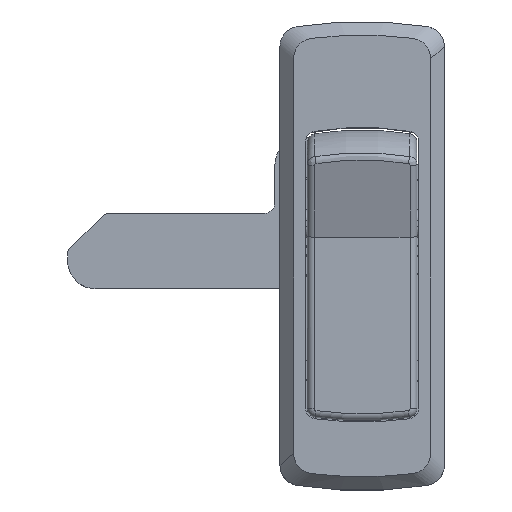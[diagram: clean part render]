
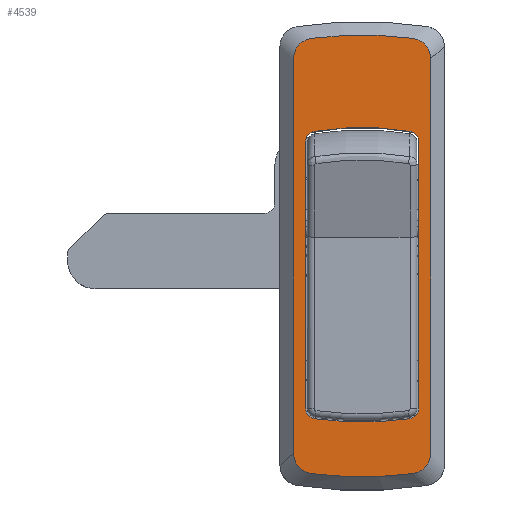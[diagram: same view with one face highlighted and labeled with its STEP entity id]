
A CAD part, top view. The second image highlights one B-rep face of the part: STEP entity #4539.
In plain terms, the highlighted planar face has unit normal (0, 0, 1).
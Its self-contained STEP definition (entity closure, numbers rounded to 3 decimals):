
#59 = CARTESIAN_POINT ( 'NONE',  ( 0., -26.5, 3. ) ) ;
#137 = CIRCLE ( 'NONE', #6029, 3. ) ;
#225 = VERTEX_POINT ( 'NONE', #7582 ) ;
#333 = CARTESIAN_POINT ( 'NONE',  ( 6.75, 15.967, 3. ) ) ;
#421 = CARTESIAN_POINT ( 'NONE',  ( -10., -29.553, 3. ) ) ;
#442 = VECTOR ( 'NONE', #9913, 1000. ) ;
#734 = DIRECTION ( 'NONE',  ( -1., 0., 0. ) ) ;
#740 = CARTESIAN_POINT ( 'NONE',  ( 7., -29.553, 3. ) ) ;
#971 = DIRECTION ( 'NONE',  ( 0., -1., 0. ) ) ;
#1016 = DIRECTION ( 'NONE',  ( 0., 0., 1. ) ) ;
#1105 = AXIS2_PLACEMENT_3D ( 'NONE', #10101, #6242, #3366 ) ;
#1210 = VERTEX_POINT ( 'NONE', #10742 ) ;
#1371 = CARTESIAN_POINT ( 'NONE',  ( -6.75, 15.967, 3. ) ) ;
#1385 = DIRECTION ( 'NONE',  ( 0., 0., 1. ) ) ;
#1386 = VERTEX_POINT ( 'NONE', #1456 ) ;
#1415 = EDGE_CURVE ( 'NONE', #1210, #2922, #7324, .T. ) ;
#1456 = CARTESIAN_POINT ( 'NONE',  ( 10., 28.053, 3. ) ) ;
#1519 = EDGE_CURVE ( 'NONE', #1386, #225, #4927, .T. ) ;
#1612 = CARTESIAN_POINT ( 'NONE',  ( -10., 28.053, 3. ) ) ;
#1738 = EDGE_CURVE ( 'NONE', #7707, #4462, #8626, .T. ) ;
#1748 = ORIENTED_EDGE ( 'NONE', *, *, #1415, .F. ) ;
#1824 = DIRECTION ( 'NONE',  ( 0., 0., 1. ) ) ;
#1906 = DIRECTION ( 'NONE',  ( 1., 0., 0. ) ) ;
#1917 = CIRCLE ( 'NONE', #3751, 1.5 ) ;
#2039 = DIRECTION ( 'NONE',  ( 1., 0., 0. ) ) ;
#2049 = EDGE_CURVE ( 'NONE', #5872, #7032, #1917, .T. ) ;
#2094 = DIRECTION ( 'NONE',  ( 0., 0., 1. ) ) ;
#2109 = VERTEX_POINT ( 'NONE', #421 ) ;
#2217 = AXIS2_PLACEMENT_3D ( 'NONE', #2255, #5002, #11704 ) ;
#2255 = CARTESIAN_POINT ( 'NONE',  ( 0., 25., 3. ) ) ;
#2401 = VERTEX_POINT ( 'NONE', #4857 ) ;
#2608 = CARTESIAN_POINT ( 'NONE',  ( 7., 28.053, 3. ) ) ;
#2616 = EDGE_CURVE ( 'NONE', #4594, #2109, #8467, .T. ) ;
#2698 = DIRECTION ( 'NONE',  ( 0., 0., -1. ) ) ;
#2771 = DIRECTION ( 'NONE',  ( 0., 0., 1. ) ) ;
#2815 = CARTESIAN_POINT ( 'NONE',  ( -6.985, 17.448, 3. ) ) ;
#2842 = CARTESIAN_POINT ( 'NONE',  ( 8.25, -23.028, 3. ) ) ;
#2887 = ORIENTED_EDGE ( 'NONE', *, *, #9535, .F. ) ;
#2920 = CARTESIAN_POINT ( 'NONE',  ( 10., -29.553, 3. ) ) ;
#2922 = VERTEX_POINT ( 'NONE', #11423 ) ;
#2932 = AXIS2_PLACEMENT_3D ( 'NONE', #740, #2698, #10277 ) ;
#3037 = CIRCLE ( 'NONE', #8855, 58. ) ;
#3241 = VECTOR ( 'NONE', #7565, 1000. ) ;
#3246 = EDGE_CURVE ( 'NONE', #12172, #2401, #11025, .T. ) ;
#3259 = DIRECTION ( 'NONE',  ( 1., 0., 0. ) ) ;
#3366 = DIRECTION ( 'NONE',  ( -1., 0., 0. ) ) ;
#3499 = CARTESIAN_POINT ( 'NONE',  ( -6.959, -24.513, 3. ) ) ;
#3686 = CIRCLE ( 'NONE', #7245, 44.5 ) ;
#3751 = AXIS2_PLACEMENT_3D ( 'NONE', #333, #1385, #8939 ) ;
#3866 = EDGE_CURVE ( 'NONE', #7648, #1210, #10097, .T. ) ;
#4267 = DIRECTION ( 'NONE',  ( -1., 0., 0. ) ) ;
#4276 = CIRCLE ( 'NONE', #10369, 58. ) ;
#4462 = VERTEX_POINT ( 'NONE', #6176 ) ;
#4539 = ADVANCED_FACE ( 'NONE', ( #5353, #7264 ), #11129, .F. ) ;
#4579 = LINE ( 'NONE', #7468, #10869 ) ;
#4594 = VERTEX_POINT ( 'NONE', #1612 ) ;
#4674 = CARTESIAN_POINT ( 'NONE',  ( -7.382, -32.528, 3. ) ) ;
#4732 = EDGE_CURVE ( 'NONE', #4462, #7559, #4579, .T. ) ;
#4819 = EDGE_CURVE ( 'NONE', #7559, #7648, #12230, .T. ) ;
#4849 = CARTESIAN_POINT ( 'NONE',  ( -6.75, -23.028, 3. ) ) ;
#4857 = CARTESIAN_POINT ( 'NONE',  ( 10., -29.553, 3. ) ) ;
#4872 = DIRECTION ( 'NONE',  ( 0., 0., 1. ) ) ;
#4903 = EDGE_CURVE ( 'NONE', #7032, #7707, #3686, .T. ) ;
#4905 = ORIENTED_EDGE ( 'NONE', *, *, #5313, .T. ) ;
#4927 = CIRCLE ( 'NONE', #8140, 3. ) ;
#5002 = DIRECTION ( 'NONE',  ( 0., 0., 1. ) ) ;
#5035 = AXIS2_PLACEMENT_3D ( 'NONE', #7484, #1824, #7520 ) ;
#5178 = ORIENTED_EDGE ( 'NONE', *, *, #2616, .T. ) ;
#5284 = ORIENTED_EDGE ( 'NONE', *, *, #4732, .F. ) ;
#5313 = EDGE_CURVE ( 'NONE', #2401, #1386, #9943, .T. ) ;
#5353 = FACE_BOUND ( 'NONE', #5962, .T. ) ;
#5363 = ORIENTED_EDGE ( 'NONE', *, *, #4903, .F. ) ;
#5428 = ORIENTED_EDGE ( 'NONE', *, *, #11185, .T. ) ;
#5622 = EDGE_CURVE ( 'NONE', #225, #6337, #4276, .T. ) ;
#5872 = VERTEX_POINT ( 'NONE', #9387 ) ;
#5962 = EDGE_LOOP ( 'NONE', ( #5363, #10327, #2887, #1748, #11850, #6978, #5284, #8732 ) ) ;
#6004 = VECTOR ( 'NONE', #6659, 1000. ) ;
#6029 = AXIS2_PLACEMENT_3D ( 'NONE', #10765, #7741, #2039 ) ;
#6176 = CARTESIAN_POINT ( 'NONE',  ( -8.25, 15.967, 3. ) ) ;
#6242 = DIRECTION ( 'NONE',  ( 0., 0., 1. ) ) ;
#6337 = VERTEX_POINT ( 'NONE', #7188 ) ;
#6372 = CARTESIAN_POINT ( 'NONE',  ( -8.25, -23.028, 3. ) ) ;
#6470 = CARTESIAN_POINT ( 'NONE',  ( 7.382, -32.528, 3. ) ) ;
#6554 = CARTESIAN_POINT ( 'NONE',  ( 0., 25., 3. ) ) ;
#6659 = DIRECTION ( 'NONE',  ( 0., 1., 0. ) ) ;
#6754 = CIRCLE ( 'NONE', #5035, 3. ) ;
#6871 = DIRECTION ( 'NONE',  ( 1., 0., 0. ) ) ;
#6978 = ORIENTED_EDGE ( 'NONE', *, *, #4819, .F. ) ;
#7004 = DIRECTION ( 'NONE',  ( 0., 0., 1. ) ) ;
#7032 = VERTEX_POINT ( 'NONE', #9038 ) ;
#7055 = EDGE_CURVE ( 'NONE', #2109, #9365, #6754, .T. ) ;
#7188 = CARTESIAN_POINT ( 'NONE',  ( -7.382, 31.028, 3. ) ) ;
#7245 = AXIS2_PLACEMENT_3D ( 'NONE', #59, #1016, #9577 ) ;
#7264 = FACE_OUTER_BOUND ( 'NONE', #10171, .T. ) ;
#7324 = CIRCLE ( 'NONE', #1105, 1.5 ) ;
#7403 = AXIS2_PLACEMENT_3D ( 'NONE', #4849, #2094, #6871 ) ;
#7460 = DIRECTION ( 'NONE',  ( 1., 0., 0. ) ) ;
#7468 = CARTESIAN_POINT ( 'NONE',  ( -8.25, 15.967, 3. ) ) ;
#7484 = CARTESIAN_POINT ( 'NONE',  ( -7., -29.553, 3. ) ) ;
#7520 = DIRECTION ( 'NONE',  ( 1., 0., 0. ) ) ;
#7559 = VERTEX_POINT ( 'NONE', #6372 ) ;
#7565 = DIRECTION ( 'NONE',  ( 0., 1., 0. ) ) ;
#7582 = CARTESIAN_POINT ( 'NONE',  ( 7.382, 31.028, 3. ) ) ;
#7635 = ORIENTED_EDGE ( 'NONE', *, *, #3246, .T. ) ;
#7648 = VERTEX_POINT ( 'NONE', #3499 ) ;
#7707 = VERTEX_POINT ( 'NONE', #2815 ) ;
#7741 = DIRECTION ( 'NONE',  ( 0., 0., 1. ) ) ;
#7809 = ORIENTED_EDGE ( 'NONE', *, *, #5622, .T. ) ;
#8128 = DIRECTION ( 'NONE',  ( 0., 0., 1. ) ) ;
#8140 = AXIS2_PLACEMENT_3D ( 'NONE', #2608, #10229, #734 ) ;
#8239 = EDGE_CURVE ( 'NONE', #9365, #12172, #3037, .T. ) ;
#8438 = ORIENTED_EDGE ( 'NONE', *, *, #8239, .T. ) ;
#8467 = LINE ( 'NONE', #8937, #442 ) ;
#8626 = CIRCLE ( 'NONE', #9981, 1.5 ) ;
#8732 = ORIENTED_EDGE ( 'NONE', *, *, #1738, .F. ) ;
#8855 = AXIS2_PLACEMENT_3D ( 'NONE', #6554, #2771, #7460 ) ;
#8902 = CARTESIAN_POINT ( 'NONE',  ( 0., -26.5, 3. ) ) ;
#8937 = CARTESIAN_POINT ( 'NONE',  ( -10., 28.053, 3. ) ) ;
#8939 = DIRECTION ( 'NONE',  ( 1., 0., 0. ) ) ;
#9038 = CARTESIAN_POINT ( 'NONE',  ( 6.985, 17.448, 3. ) ) ;
#9365 = VERTEX_POINT ( 'NONE', #4674 ) ;
#9387 = CARTESIAN_POINT ( 'NONE',  ( 8.25, 15.967, 3. ) ) ;
#9535 = EDGE_CURVE ( 'NONE', #2922, #5872, #9859, .T. ) ;
#9577 = DIRECTION ( 'NONE',  ( 1., 0., 0. ) ) ;
#9859 = LINE ( 'NONE', #2842, #6004 ) ;
#9913 = DIRECTION ( 'NONE',  ( 0., -1., 0. ) ) ;
#9943 = LINE ( 'NONE', #2920, #3241 ) ;
#9975 = CARTESIAN_POINT ( 'NONE',  ( 7., -29.553, 3. ) ) ;
#9981 = AXIS2_PLACEMENT_3D ( 'NONE', #1371, #4872, #1906 ) ;
#10097 = CIRCLE ( 'NONE', #2217, 50. ) ;
#10101 = CARTESIAN_POINT ( 'NONE',  ( 6.75, -23.028, 3. ) ) ;
#10171 = EDGE_LOOP ( 'NONE', ( #7635, #4905, #10390, #7809, #5428, #5178, #12304, #8438 ) ) ;
#10229 = DIRECTION ( 'NONE',  ( 0., 0., 1. ) ) ;
#10277 = DIRECTION ( 'NONE',  ( -1., 0., 0. ) ) ;
#10327 = ORIENTED_EDGE ( 'NONE', *, *, #2049, .F. ) ;
#10369 = AXIS2_PLACEMENT_3D ( 'NONE', #8902, #8128, #3259 ) ;
#10390 = ORIENTED_EDGE ( 'NONE', *, *, #1519, .T. ) ;
#10742 = CARTESIAN_POINT ( 'NONE',  ( 6.959, -24.513, 3. ) ) ;
#10765 = CARTESIAN_POINT ( 'NONE',  ( -7., 28.053, 3. ) ) ;
#10869 = VECTOR ( 'NONE', #971, 1000. ) ;
#11025 = CIRCLE ( 'NONE', #11216, 3. ) ;
#11129 = PLANE ( 'NONE',  #2932 ) ;
#11185 = EDGE_CURVE ( 'NONE', #6337, #4594, #137, .T. ) ;
#11216 = AXIS2_PLACEMENT_3D ( 'NONE', #9975, #7004, #4267 ) ;
#11423 = CARTESIAN_POINT ( 'NONE',  ( 8.25, -23.028, 3. ) ) ;
#11704 = DIRECTION ( 'NONE',  ( 1., 0., 0. ) ) ;
#11850 = ORIENTED_EDGE ( 'NONE', *, *, #3866, .F. ) ;
#12172 = VERTEX_POINT ( 'NONE', #6470 ) ;
#12230 = CIRCLE ( 'NONE', #7403, 1.5 ) ;
#12304 = ORIENTED_EDGE ( 'NONE', *, *, #7055, .T. ) ;
